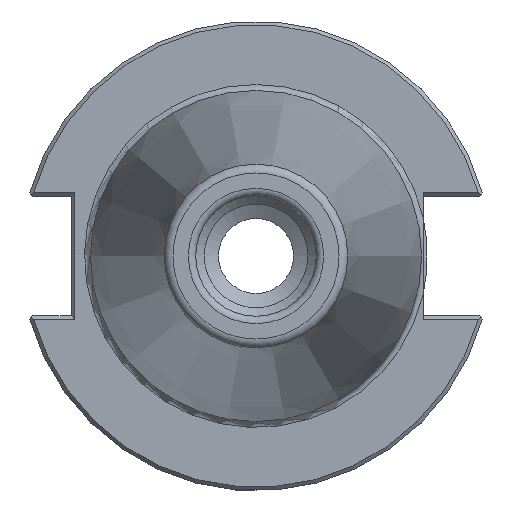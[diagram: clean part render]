
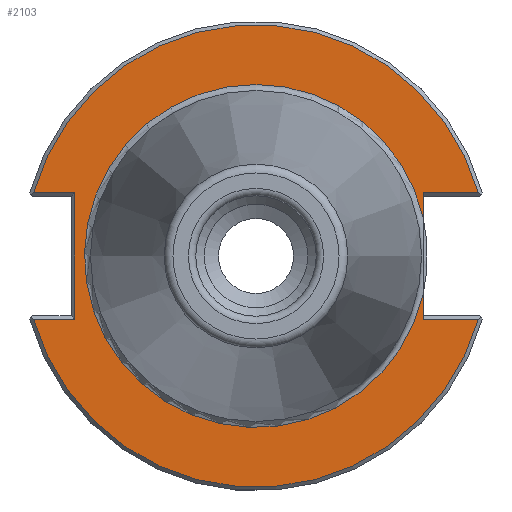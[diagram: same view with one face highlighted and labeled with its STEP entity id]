
A CAD part, left-side view. The second image highlights one B-rep face of the part: STEP entity #2103.
In plain terms, the highlighted planar face has unit normal (-1, 0, 0).
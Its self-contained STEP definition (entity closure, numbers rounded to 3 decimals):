
#137=PLANE('',#2247);
#193=FACE_OUTER_BOUND('',#309,.T.);
#309=EDGE_LOOP('',(#1450,#1451,#1452,#1453,#1454,#1455,#1456,#1457,#1458,
#1459,#1460));
#440=LINE('',#3306,#553);
#443=LINE('',#3311,#556);
#445=LINE('',#3315,#558);
#446=LINE('',#3323,#559);
#447=LINE('',#3325,#560);
#448=LINE('',#3331,#561);
#449=LINE('',#3333,#562);
#553=VECTOR('',#2562,10.);
#556=VECTOR('',#2567,10.);
#558=VECTOR('',#2571,10.);
#559=VECTOR('',#2576,10.);
#560=VECTOR('',#2577,10.);
#561=VECTOR('',#2582,10.);
#562=VECTOR('',#2583,10.);
#659=CIRCLE('',#2248,31.275);
#660=CIRCLE('',#2249,23.2);
#661=CIRCLE('',#2250,23.2);
#662=CIRCLE('',#2251,31.275);
#846=VERTEX_POINT('',#3301);
#847=VERTEX_POINT('',#3305);
#848=VERTEX_POINT('',#3310);
#849=VERTEX_POINT('',#3314);
#850=VERTEX_POINT('',#3320);
#851=VERTEX_POINT('',#3322);
#852=VERTEX_POINT('',#3324);
#853=VERTEX_POINT('',#3326);
#854=VERTEX_POINT('',#3328);
#855=VERTEX_POINT('',#3330);
#856=VERTEX_POINT('',#3332);
#1088=EDGE_CURVE('',#846,#847,#440,.T.);
#1091=EDGE_CURVE('',#847,#848,#443,.T.);
#1093=EDGE_CURVE('',#848,#849,#445,.T.);
#1095=EDGE_CURVE('',#850,#846,#659,.T.);
#1096=EDGE_CURVE('',#851,#850,#446,.T.);
#1097=EDGE_CURVE('',#851,#852,#447,.T.);
#1098=EDGE_CURVE('',#852,#853,#660,.T.);
#1099=EDGE_CURVE('',#853,#854,#661,.T.);
#1100=EDGE_CURVE('',#854,#855,#448,.T.);
#1101=EDGE_CURVE('',#856,#855,#449,.T.);
#1102=EDGE_CURVE('',#849,#856,#662,.T.);
#1450=ORIENTED_EDGE('',*,*,#1093,.F.);
#1451=ORIENTED_EDGE('',*,*,#1091,.F.);
#1452=ORIENTED_EDGE('',*,*,#1088,.F.);
#1453=ORIENTED_EDGE('',*,*,#1095,.F.);
#1454=ORIENTED_EDGE('',*,*,#1096,.F.);
#1455=ORIENTED_EDGE('',*,*,#1097,.T.);
#1456=ORIENTED_EDGE('',*,*,#1098,.T.);
#1457=ORIENTED_EDGE('',*,*,#1099,.T.);
#1458=ORIENTED_EDGE('',*,*,#1100,.T.);
#1459=ORIENTED_EDGE('',*,*,#1101,.F.);
#1460=ORIENTED_EDGE('',*,*,#1102,.F.);
#2103=ADVANCED_FACE('',(#193),#137,.T.);
#2247=AXIS2_PLACEMENT_3D('',#3319,#2572,#2573);
#2248=AXIS2_PLACEMENT_3D('',#3321,#2574,#2575);
#2249=AXIS2_PLACEMENT_3D('',#3327,#2578,#2579);
#2250=AXIS2_PLACEMENT_3D('',#3329,#2580,#2581);
#2251=AXIS2_PLACEMENT_3D('',#3334,#2584,#2585);
#2562=DIRECTION('',(0.,-1.,0.));
#2567=DIRECTION('',(0.,0.,1.));
#2571=DIRECTION('',(0.,1.,0.));
#2572=DIRECTION('center_axis',(-1.,0.,0.));
#2573=DIRECTION('ref_axis',(0.,0.,1.));
#2574=DIRECTION('center_axis',(1.,0.,0.));
#2575=DIRECTION('ref_axis',(0.,0.,-1.));
#2576=DIRECTION('',(0.,-1.,0.));
#2577=DIRECTION('',(0.,0.,1.));
#2578=DIRECTION('center_axis',(1.,0.,0.));
#2579=DIRECTION('ref_axis',(0.,0.,-1.));
#2580=DIRECTION('center_axis',(1.,0.,0.));
#2581=DIRECTION('ref_axis',(0.,0.,-1.));
#2582=DIRECTION('',(0.,0.,1.));
#2583=DIRECTION('',(0.,1.,0.));
#2584=DIRECTION('center_axis',(1.,0.,0.));
#2585=DIRECTION('ref_axis',(0.,0.,-1.));
#3301=CARTESIAN_POINT('',(3.175,30.079,-8.565));
#3305=CARTESIAN_POINT('',(3.175,24.5,-8.565));
#3306=CARTESIAN_POINT('',(3.175,28.137,-8.565));
#3310=CARTESIAN_POINT('',(3.175,24.5,8.565));
#3311=CARTESIAN_POINT('',(3.175,24.5,4.033));
#3314=CARTESIAN_POINT('',(3.175,30.079,8.565));
#3315=CARTESIAN_POINT('',(3.175,35.713,8.565));
#3319=CARTESIAN_POINT('Origin',(3.175,31.275,0.));
#3320=CARTESIAN_POINT('',(3.175,-30.079,-8.565));
#3321=CARTESIAN_POINT('Origin',(3.175,0.,0.));
#3322=CARTESIAN_POINT('',(3.175,-22.6,-8.565));
#3323=CARTESIAN_POINT('',(3.175,-3.617,-8.565));
#3324=CARTESIAN_POINT('',(3.175,-22.6,-5.242));
#3325=CARTESIAN_POINT('',(3.175,-22.6,-4.033));
#3326=CARTESIAN_POINT('',(3.175,0.,23.2));
#3327=CARTESIAN_POINT('Origin',(3.175,0.,0.));
#3328=CARTESIAN_POINT('',(3.175,-22.6,5.242));
#3329=CARTESIAN_POINT('Origin',(3.175,0.,0.));
#3330=CARTESIAN_POINT('',(3.175,-22.6,8.565));
#3331=CARTESIAN_POINT('',(3.175,-22.6,-4.033));
#3332=CARTESIAN_POINT('',(3.175,-30.079,8.565));
#3333=CARTESIAN_POINT('',(3.175,4.337,8.565));
#3334=CARTESIAN_POINT('Origin',(3.175,0.,0.));
